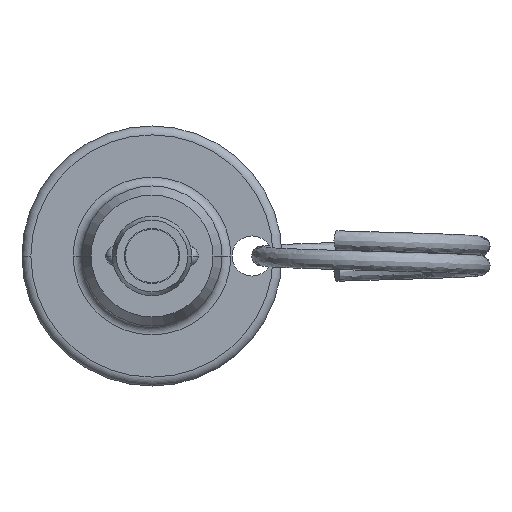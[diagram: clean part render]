
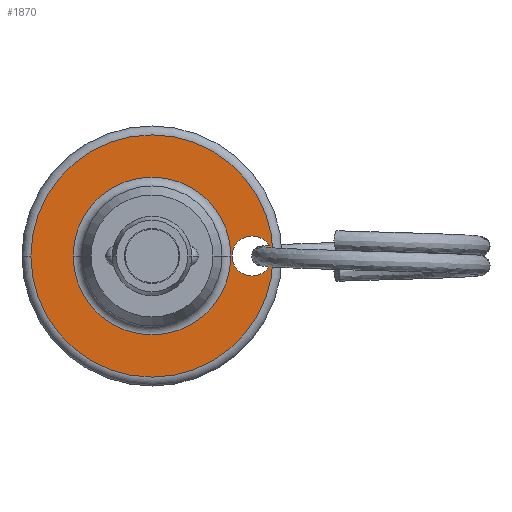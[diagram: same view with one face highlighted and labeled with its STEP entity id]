
A CAD part, left-side view. The second image highlights one B-rep face of the part: STEP entity #1870.
In plain terms, the highlighted planar face has unit normal (-1, 0, 0).
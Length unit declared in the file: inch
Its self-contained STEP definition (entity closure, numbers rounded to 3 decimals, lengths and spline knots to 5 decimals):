
#64 = EDGE_CURVE ( 'NONE', #66, #68, #520, .T. ) ;
#66 = VERTEX_POINT ( 'NONE', #510 ) ;
#68 = VERTEX_POINT ( 'NONE', #507 ) ;
#274 = VERTEX_POINT ( 'NONE', #862 ) ;
#275 = VERTEX_POINT ( 'NONE', #861 ) ;
#276 = EDGE_CURVE ( 'NONE', #275, #274, #860, .T. ) ;
#507 = CARTESIAN_POINT ( 'NONE',  ( 1.2075, 0.37847, 0. ) ) ;
#510 = CARTESIAN_POINT ( 'NONE',  ( 1.2075, -0.37847, 0. ) ) ;
#516 = DIRECTION ( 'NONE',  ( 0., 1., 0. ) ) ;
#517 = DIRECTION ( 'NONE',  ( -1., 0., 0. ) ) ;
#518 = CARTESIAN_POINT ( 'NONE',  ( 1.2075, 0., 0. ) ) ;
#519 = AXIS2_PLACEMENT_3D ( 'NONE', #518, #517, #516 ) ;
#520 = CIRCLE ( 'NONE', #519, 0.37847 ) ;
#856 = DIRECTION ( 'NONE',  ( 0., 1., 0. ) ) ;
#857 = DIRECTION ( 'NONE',  ( 1., 0., 0. ) ) ;
#858 = CARTESIAN_POINT ( 'NONE',  ( 1.2075, 0., 0. ) ) ;
#859 = AXIS2_PLACEMENT_3D ( 'NONE', #858, #857, #856 ) ;
#860 = CIRCLE ( 'NONE', #859, 0.24653 ) ;
#861 = CARTESIAN_POINT ( 'NONE',  ( 1.2075, -0.24653, 0. ) ) ;
#862 = CARTESIAN_POINT ( 'NONE',  ( 1.2075, 0.24653, 0. ) ) ;
#967 = CARTESIAN_POINT ( 'NONE',  ( 1.2075, -0.375, 0. ) ) ;
#971 = CARTESIAN_POINT ( 'NONE',  ( 1.2075, -0.25, 0. ) ) ;
#1127 = AXIS2_PLACEMENT_3D ( 'NONE', #1189, #1188, #1187 ) ;
#1130 = CIRCLE ( 'NONE', #1127, 0.0625 ) ;
#1149 = DIRECTION ( 'NONE',  ( 0., 1., 0. ) ) ;
#1150 = DIRECTION ( 'NONE',  ( -1., 0., 0. ) ) ;
#1151 = CARTESIAN_POINT ( 'NONE',  ( 1.2075, 0., 0. ) ) ;
#1152 = AXIS2_PLACEMENT_3D ( 'NONE', #1151, #1150, #1149 ) ;
#1153 = CIRCLE ( 'NONE', #1152, 0.37847 ) ;
#1169 = DIRECTION ( 'NONE',  ( 0., 1., 0. ) ) ;
#1170 = DIRECTION ( 'NONE',  ( 1., 0., 0. ) ) ;
#1171 = CARTESIAN_POINT ( 'NONE',  ( 1.2075, 0.21875, 0. ) ) ;
#1172 = AXIS2_PLACEMENT_3D ( 'NONE', #1171, #1170, #1169 ) ;
#1173 = PLANE ( 'NONE',  #1172 ) ;
#1174 = FACE_OUTER_BOUND ( 'NONE', #1848, .T. ) ;
#1175 = FACE_BOUND ( 'NONE', #1880, .T. ) ;
#1176 = FACE_BOUND ( 'NONE', #1868, .T. ) ;
#1177 = DIRECTION ( 'NONE',  ( 0., 1., 0. ) ) ;
#1178 = DIRECTION ( 'NONE',  ( 1., 0., 0. ) ) ;
#1179 = CARTESIAN_POINT ( 'NONE',  ( 1.2075, 0., 0. ) ) ;
#1180 = AXIS2_PLACEMENT_3D ( 'NONE', #1179, #1178, #1177 ) ;
#1181 = CIRCLE ( 'NONE', #1180, 0.24653 ) ;
#1187 = DIRECTION ( 'NONE',  ( 0., 1., 0. ) ) ;
#1188 = DIRECTION ( 'NONE',  ( 1., 0., 0. ) ) ;
#1189 = CARTESIAN_POINT ( 'NONE',  ( 1.2075, -0.3125, 0. ) ) ;
#1209 = DIRECTION ( 'NONE',  ( 0., 1., 0. ) ) ;
#1210 = DIRECTION ( 'NONE',  ( 1., 0., 0. ) ) ;
#1211 = CARTESIAN_POINT ( 'NONE',  ( 1.2075, -0.3125, 0. ) ) ;
#1212 = AXIS2_PLACEMENT_3D ( 'NONE', #1211, #1210, #1209 ) ;
#1216 = CIRCLE ( 'NONE', #1212, 0.0625 ) ;
#1736 = VERTEX_POINT ( 'NONE', #971 ) ;
#1739 = VERTEX_POINT ( 'NONE', #967 ) ;
#1848 = EDGE_LOOP ( 'NONE', ( #1855, #1901 ) ) ;
#1855 = ORIENTED_EDGE ( 'NONE', *, *, #1856, .T. ) ;
#1856 = EDGE_CURVE ( 'NONE', #68, #66, #1153, .T. ) ;
#1861 = ORIENTED_EDGE ( 'NONE', *, *, #276, .T. ) ;
#1863 = EDGE_CURVE ( 'NONE', #1736, #1739, #1130, .T. ) ;
#1868 = EDGE_LOOP ( 'NONE', ( #1878, #1874 ) ) ;
#1869 = EDGE_CURVE ( 'NONE', #274, #275, #1181, .T. ) ;
#1870 = ADVANCED_FACE ( 'NONE', ( #1176, #1175, #1174 ), #1173, .F. ) ;
#1874 = ORIENTED_EDGE ( 'NONE', *, *, #1887, .T. ) ;
#1876 = ORIENTED_EDGE ( 'NONE', *, *, #1869, .T. ) ;
#1878 = ORIENTED_EDGE ( 'NONE', *, *, #1863, .T. ) ;
#1880 = EDGE_LOOP ( 'NONE', ( #1876, #1861 ) ) ;
#1887 = EDGE_CURVE ( 'NONE', #1739, #1736, #1216, .T. ) ;
#1901 = ORIENTED_EDGE ( 'NONE', *, *, #64, .T. ) ;
